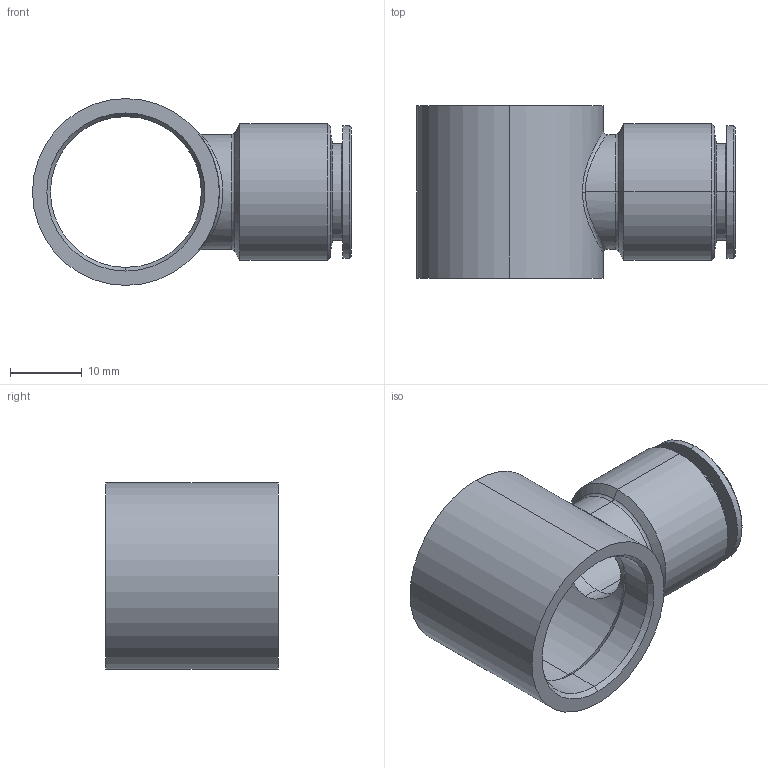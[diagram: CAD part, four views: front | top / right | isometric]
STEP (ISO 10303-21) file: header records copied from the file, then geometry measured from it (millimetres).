
FILE_DESCRIPTION (( 'STEP AP203' ), '1' );
FILE_NAME ('A0250064.STEP', '2009-12-10T10:29:46', ( '' ), ( 'sopra-pneumatic' ), 'SwSTEP 2.0', 'SolidWorks 2009', '' );
FILE_SCHEMA (( 'CONFIG_CONTROL_DESIGN' ));
Length unit declared in the file: millimetre
Products named in the file (1): A0250064
Bounding box: 44.4 x 24 x 26 mm (x, y, z)
Volume: 6461.3 mm3; surface area: 5950.8 mm2
Topology: 1 solids, 1 shells, 51 faces, 106 edges, 60 vertices
Faces by surface type: cone 22, cylinder 20, plane 5, bspline 2, torus 2
Entity records: 2780 total; most frequent: CARTESIAN_POINT 1595, DIRECTION 254, ORIENTED_EDGE 212, AXIS2_PLACEMENT_3D 106, EDGE_CURVE 106, VERTEX_POINT 60, EDGE_LOOP 58, CIRCLE 56
